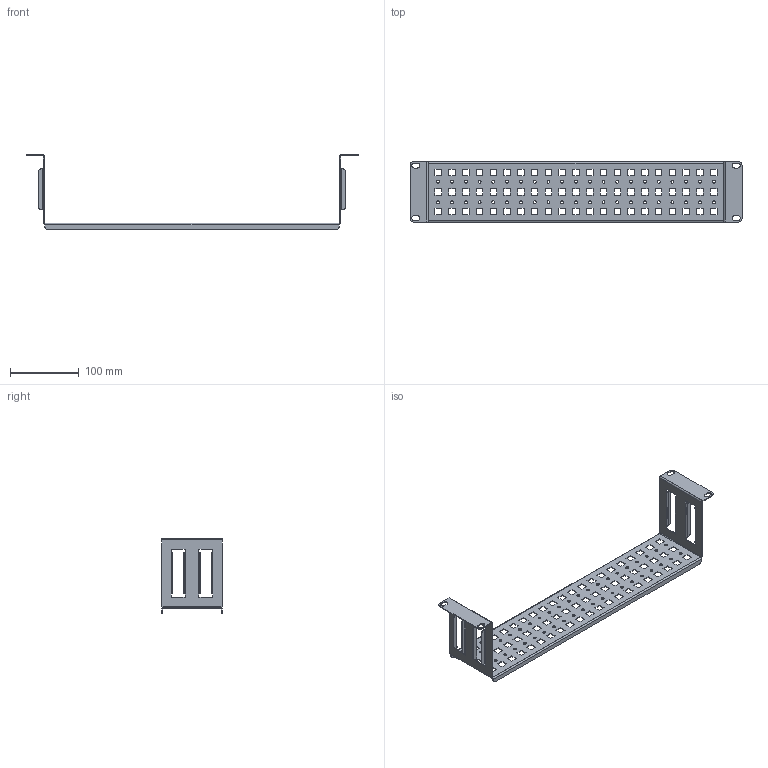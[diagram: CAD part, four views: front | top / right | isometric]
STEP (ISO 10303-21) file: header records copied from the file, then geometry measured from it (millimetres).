
FILE_DESCRIPTION (( 'STEP AP214' ), '1' );
FILE_NAME ('MP00-2U ITK Ïëàòà ìîíòàæíàÿ 2U.STEP', '2024-03-29T12:56:04', ( '' ), ( '' ), 'SwSTEP 2.0', 'SolidWorks 2022', '' );
FILE_SCHEMA (( 'AUTOMOTIVE_DESIGN' ));
Length unit declared in the file: millimetre
Products named in the file (1): MP00-2U ITK Плата монтажная 2U
Bounding box: 482 x 87.9 x 109 mm (x, y, z)
Volume: 68842.7 mm3; surface area: 121285.5 mm2
Topology: 1 solids, 1 shells, 534 faces, 1484 edges, 952 vertices
Faces by surface type: plane 386, cylinder 148
Entity records: 17354 total; most frequent: CARTESIAN_POINT 2971, ORIENTED_EDGE 2968, DIRECTION 2850, EDGE_CURVE 1484, LINE 1188, VECTOR 1188, VERTEX_POINT 952, AXIS2_PLACEMENT_3D 831
